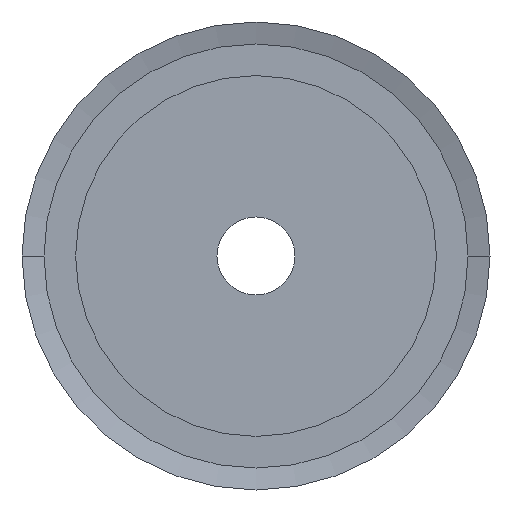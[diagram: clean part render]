
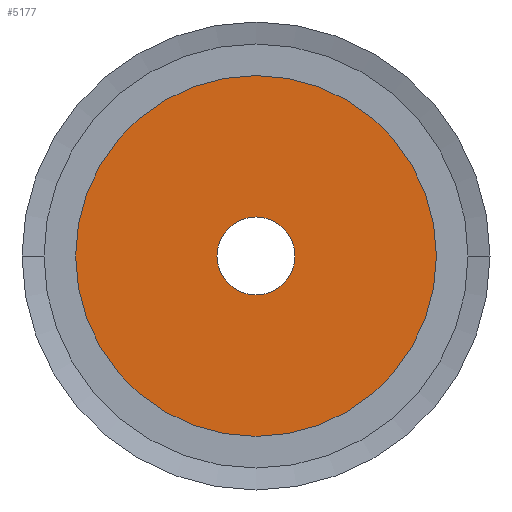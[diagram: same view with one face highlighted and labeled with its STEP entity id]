
A CAD part, left-side view. The second image highlights one B-rep face of the part: STEP entity #5177.
In plain terms, the highlighted planar face has unit normal (-1, 0, 0).
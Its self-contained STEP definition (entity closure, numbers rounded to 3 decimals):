
#5132=CARTESIAN_POINT('',(0.,0.,0.));
#5133=DIRECTION('',(1.,0.,0.));
#5134=DIRECTION('',(0.,0.,-1.));
#5135=AXIS2_PLACEMENT_3D('',#5132,#5133,#5134);
#5136=PLANE('',#5135);
#5137=CARTESIAN_POINT('',(0.,0.,18.5));
#5138=VERTEX_POINT('',#5137);
#5139=CARTESIAN_POINT('',(0.,-0.,-18.5));
#5140=VERTEX_POINT('',#5139);
#5141=CARTESIAN_POINT('',(0.,0.,0.));
#5142=DIRECTION('',(1.,0.,0.));
#5143=DIRECTION('',(0.,0.,-1.));
#5144=AXIS2_PLACEMENT_3D('',#5141,#5142,#5143);
#5145=CIRCLE('',#5144,18.5);
#5146=EDGE_CURVE('',#5138,#5140,#5145,.T.);
#5147=ORIENTED_EDGE('',*,*,#5146,.F.);
#5148=CARTESIAN_POINT('',(0.,0.,0.));
#5149=DIRECTION('',(1.,0.,0.));
#5150=DIRECTION('',(0.,0.,-1.));
#5151=AXIS2_PLACEMENT_3D('',#5148,#5149,#5150);
#5152=CIRCLE('',#5151,18.5);
#5153=EDGE_CURVE('',#5140,#5138,#5152,.T.);
#5154=ORIENTED_EDGE('',*,*,#5153,.F.);
#5155=EDGE_LOOP('',(#5147,#5154));
#5156=FACE_BOUND('',#5155,.T.);
#5157=CARTESIAN_POINT('',(0.,-0.,-4.));
#5158=VERTEX_POINT('',#5157);
#5159=CARTESIAN_POINT('',(0.,0.,4.));
#5160=VERTEX_POINT('',#5159);
#5161=CARTESIAN_POINT('',(0.,0.,0.));
#5162=DIRECTION('',(1.,0.,0.));
#5163=DIRECTION('',(0.,0.,-1.));
#5164=AXIS2_PLACEMENT_3D('',#5161,#5162,#5163);
#5165=CIRCLE('',#5164,4.);
#5166=EDGE_CURVE('',#5158,#5160,#5165,.T.);
#5167=ORIENTED_EDGE('',*,*,#5166,.T.);
#5168=CARTESIAN_POINT('',(0.,0.,0.));
#5169=DIRECTION('',(1.,0.,0.));
#5170=DIRECTION('',(0.,0.,-1.));
#5171=AXIS2_PLACEMENT_3D('',#5168,#5169,#5170);
#5172=CIRCLE('',#5171,4.);
#5173=EDGE_CURVE('',#5160,#5158,#5172,.T.);
#5174=ORIENTED_EDGE('',*,*,#5173,.T.);
#5175=EDGE_LOOP('',(#5167,#5174));
#5176=FACE_BOUND('',#5175,.T.);
#5177=ADVANCED_FACE('',(#5156,#5176),#5136,.F.);
